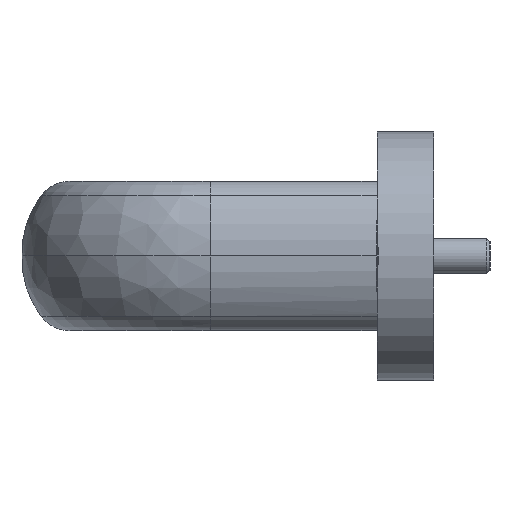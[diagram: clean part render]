
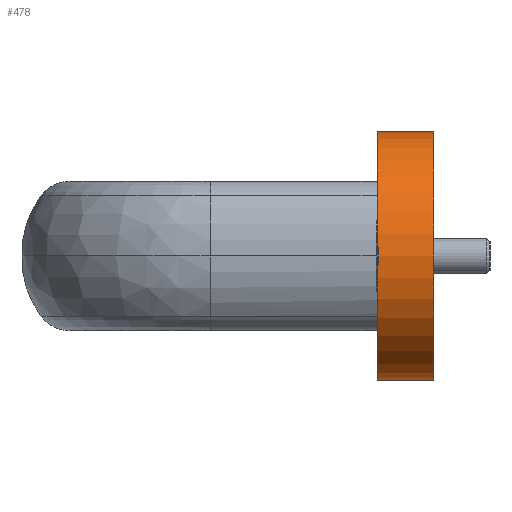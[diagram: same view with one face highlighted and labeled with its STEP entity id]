
A CAD part, left-side view. The second image highlights one B-rep face of the part: STEP entity #478.
In plain terms, the highlighted cylindrical face has radius 17.5 mm (diameter 35 mm), a full revolution.
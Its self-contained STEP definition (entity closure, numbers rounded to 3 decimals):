
#478 = ADVANCED_FACE( '', ( #1048, #1049 ), #1050, .T. );
#1048 = FACE_OUTER_BOUND( '', #1695, .T. );
#1049 = FACE_OUTER_BOUND( '', #1696, .T. );
#1050 = CYLINDRICAL_SURFACE( '', #1697, 17.5 );
#1695 = EDGE_LOOP( '', ( #2930 ) );
#1696 = EDGE_LOOP( '', ( #2931 ) );
#1697 = AXIS2_PLACEMENT_3D( '', #2932, #2933, #2934 );
#2930 = ORIENTED_EDGE( '', *, *, #3569, .F. );
#2931 = ORIENTED_EDGE( '', *, *, #3165, .T. );
#2932 = CARTESIAN_POINT( '', ( 0., 8., 0. ) );
#2933 = DIRECTION( '', ( 0., 1., 0. ) );
#2934 = DIRECTION( '', ( 0., 0., -1. ) );
#3165 = EDGE_CURVE( '', #3661, #3661, #3662, .T. );
#3569 = EDGE_CURVE( '', #4275, #4275, #4276, .T. );
#3661 = VERTEX_POINT( '', #4377 );
#3662 = CIRCLE( '', #4378, 17.5 );
#4275 = VERTEX_POINT( '', #5132 );
#4276 = CIRCLE( '', #5133, 17.5 );
#4377 = CARTESIAN_POINT( '', ( 17.5, 0., 0. ) );
#4378 = AXIS2_PLACEMENT_3D( '', #5258, #5259, #5260 );
#5132 = CARTESIAN_POINT( '', ( 17.5, 8., 0. ) );
#5133 = AXIS2_PLACEMENT_3D( '', #5828, #5829, #5830 );
#5258 = CARTESIAN_POINT( '', ( 0., 0., 0. ) );
#5259 = DIRECTION( '', ( 0., 1., 0. ) );
#5260 = DIRECTION( '', ( 1., 0., 0. ) );
#5828 = CARTESIAN_POINT( '', ( 0., 8., 0. ) );
#5829 = DIRECTION( '', ( 0., 1., 0. ) );
#5830 = DIRECTION( '', ( 1., 0., 0. ) );
